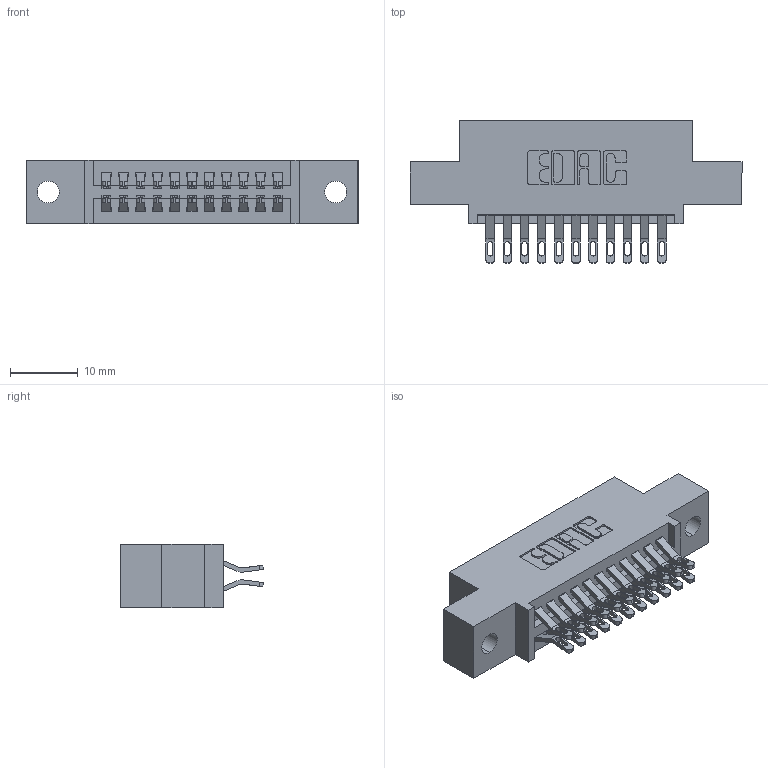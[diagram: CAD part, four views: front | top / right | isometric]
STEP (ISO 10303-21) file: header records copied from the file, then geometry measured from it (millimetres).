
FILE_DESCRIPTION (( 'STEP AP203' ), '1' );
FILE_NAME ('345-022-555-502.STEP', '2018-08-21T00:25:02', ( '' ), ( '' ), 'SwSTEP 2.0', 'SolidWorks 2016', '' );
FILE_SCHEMA (( 'CONFIG_CONTROL_DESIGN' ));
Length unit declared in the file: inch
Products named in the file (3): 345 Part_0.110 Offset - 0.128 Dia; 345-292-001_555 Tail; 345-022-555-502
Assembly tree (23 placements, depth 2):
  345-022-555-502
    345 Part_0.110 Offset - 0.128 Dia
    345-292-001_555 Tail  x22
Bounding box: 49.15 x 21.13 x 9.4 mm (x, y, z)
Volume: 4440.4 mm3; surface area: 6005.3 mm2
Topology: 23 solids, 23 shells, 1362 faces, 4247 edges, 2830 vertices
Faces by surface type: plane 766, cylinder 596
Entity records: 13265 total; most frequent: CARTESIAN_POINT 2290, ORIENTED_EDGE 2194, DIRECTION 2025, EDGE_CURVE 1097, VECTOR 901, LINE 901, VERTEX_POINT 730, AXIS2_PLACEMENT_3D 562
